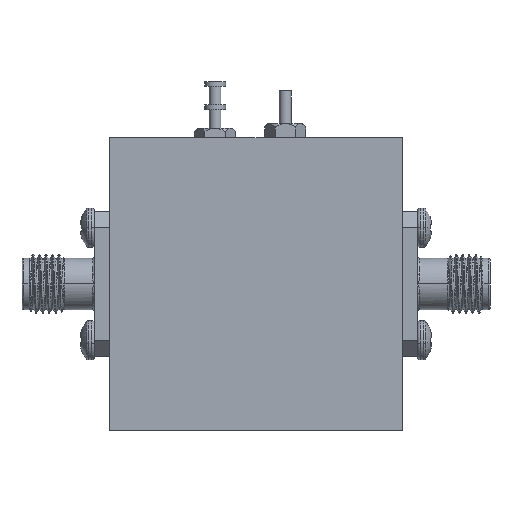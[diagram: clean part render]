
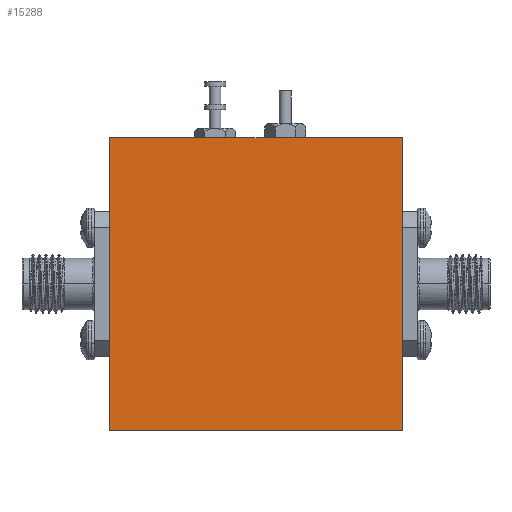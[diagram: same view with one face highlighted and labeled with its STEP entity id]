
A CAD part, front view. The second image highlights one B-rep face of the part: STEP entity #15288.
In plain terms, the highlighted planar face has unit normal (0, -1, 0).
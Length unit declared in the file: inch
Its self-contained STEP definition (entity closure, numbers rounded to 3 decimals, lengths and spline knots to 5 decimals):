
#41 = ORIENTED_EDGE ( 'NONE', *, *, #5631, .F. ) ;
#1620 = ORIENTED_EDGE ( 'NONE', *, *, #8979, .F. ) ;
#3171 = CARTESIAN_POINT ( 'NONE',  ( -0.625, -0.2815, -0.625 ) ) ;
#3492 = EDGE_CURVE ( 'NONE', #21690, #12118, #25711, .T. ) ;
#3666 = CARTESIAN_POINT ( 'NONE',  ( 0.625, -0.2815, 0.625 ) ) ;
#3790 = ORIENTED_EDGE ( 'NONE', *, *, #3492, .F. ) ;
#5020 = EDGE_CURVE ( 'NONE', #21875, #21690, #15724, .T. ) ;
#5219 = CARTESIAN_POINT ( 'NONE',  ( -0.625, -0.2815, 0.625 ) ) ;
#5449 = CARTESIAN_POINT ( 'NONE',  ( -0.625, -0.2815, 0.625 ) ) ;
#5631 = EDGE_CURVE ( 'NONE', #12118, #7647, #7822, .T. ) ;
#6692 = DIRECTION ( 'NONE',  ( 0., 0., -1. ) ) ;
#7273 = DIRECTION ( 'NONE',  ( 0., 0., -1. ) ) ;
#7574 = CARTESIAN_POINT ( 'NONE',  ( 0.625, -0.2815, -0.625 ) ) ;
#7647 = VERTEX_POINT ( 'NONE', #22315 ) ;
#7822 = LINE ( 'NONE', #5449, #15525 ) ;
#8979 = EDGE_CURVE ( 'NONE', #7647, #21875, #23033, .T. ) ;
#9468 = VECTOR ( 'NONE', #18567, 39.37008 ) ;
#11445 = DIRECTION ( 'NONE',  ( 0., -1., 0. ) ) ;
#12118 = VERTEX_POINT ( 'NONE', #25147 ) ;
#12237 = DIRECTION ( 'NONE',  ( -1., 0., 0. ) ) ;
#15035 = VECTOR ( 'NONE', #7273, 39.37008 ) ;
#15288 = ADVANCED_FACE ( 'NONE', ( #24782 ), #20633, .T. ) ;
#15525 = VECTOR ( 'NONE', #28132, 39.37008 ) ;
#15724 = LINE ( 'NONE', #22718, #15035 ) ;
#16162 = AXIS2_PLACEMENT_3D ( 'NONE', #20925, #11445, #6692 ) ;
#17826 = ORIENTED_EDGE ( 'NONE', *, *, #5020, .F. ) ;
#18567 = DIRECTION ( 'NONE',  ( 1., 0., 0. ) ) ;
#18772 = VECTOR ( 'NONE', #12237, 39.37008 ) ;
#20633 = PLANE ( 'NONE',  #16162 ) ;
#20925 = CARTESIAN_POINT ( 'NONE',  ( 0., -0.2815, 0. ) ) ;
#21389 = EDGE_LOOP ( 'NONE', ( #17826, #1620, #41, #3790 ) ) ;
#21690 = VERTEX_POINT ( 'NONE', #7574 ) ;
#21875 = VERTEX_POINT ( 'NONE', #3666 ) ;
#22315 = CARTESIAN_POINT ( 'NONE',  ( -0.625, -0.2815, 0.625 ) ) ;
#22718 = CARTESIAN_POINT ( 'NONE',  ( 0.625, -0.2815, 0.625 ) ) ;
#23033 = LINE ( 'NONE', #5219, #9468 ) ;
#24782 = FACE_OUTER_BOUND ( 'NONE', #21389, .T. ) ;
#25147 = CARTESIAN_POINT ( 'NONE',  ( -0.625, -0.2815, -0.625 ) ) ;
#25711 = LINE ( 'NONE', #3171, #18772 ) ;
#28132 = DIRECTION ( 'NONE',  ( 0., 0., 1. ) ) ;
